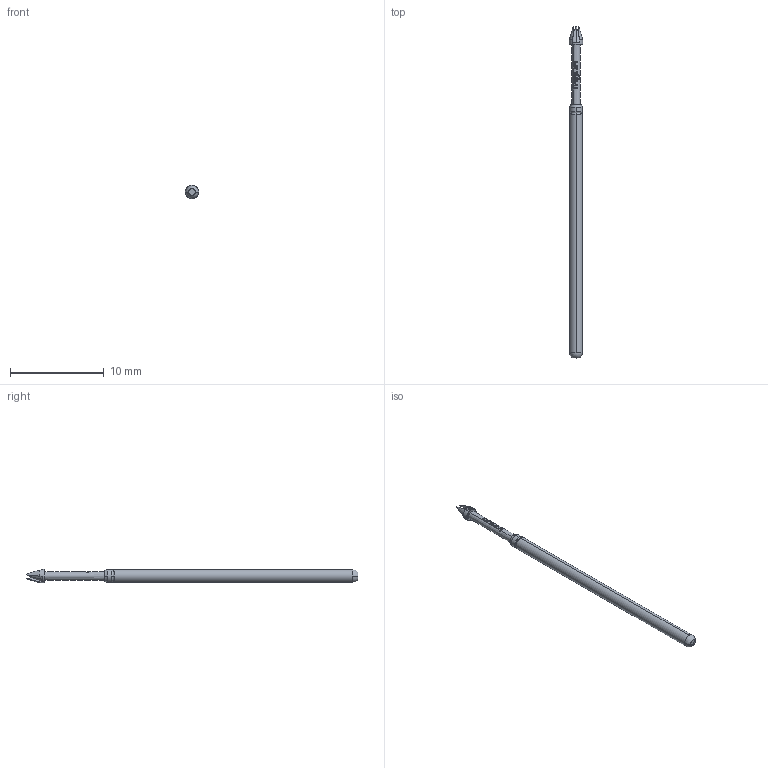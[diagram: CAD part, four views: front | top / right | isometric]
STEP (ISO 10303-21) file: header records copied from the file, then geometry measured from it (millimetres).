
FILE_DESCRIPTION (( 'STEP AP203' ), '1' );
FILE_NAME ('INGUN_GKS-100_289_050_A_xx00_LH.STEP', '2020-09-03T05:41:48', ( '' ), ( '' ), 'SwSTEP 2.0', 'SolidWorks 2018', '' );
FILE_SCHEMA (( 'CONFIG_CONTROL_DESIGN' ));
Length unit declared in the file: millimetre
Products named in the file (1): INGUN_GKS-100_289_050_A_xx00_LH
Bounding box: 1.44 x 35.4 x 1.44 mm (x, y, z)
Volume: 45.1 mm3; surface area: 145 mm2
Topology: 1 solids, 1 shells, 110 faces, 294 edges, 191 vertices
Faces by surface type: bspline 62, cone 18, torus 11, plane 9, cylinder 8, sphere 2
Entity records: 4635 total; most frequent: CARTESIAN_POINT 2408, ORIENTED_EDGE 584, EDGE_CURVE 292, DIRECTION 220, B_SPLINE_CURVE_WITH_KNOTS 216, VERTEX_POINT 191, EDGE_LOOP 117, ADVANCED_FACE 110
